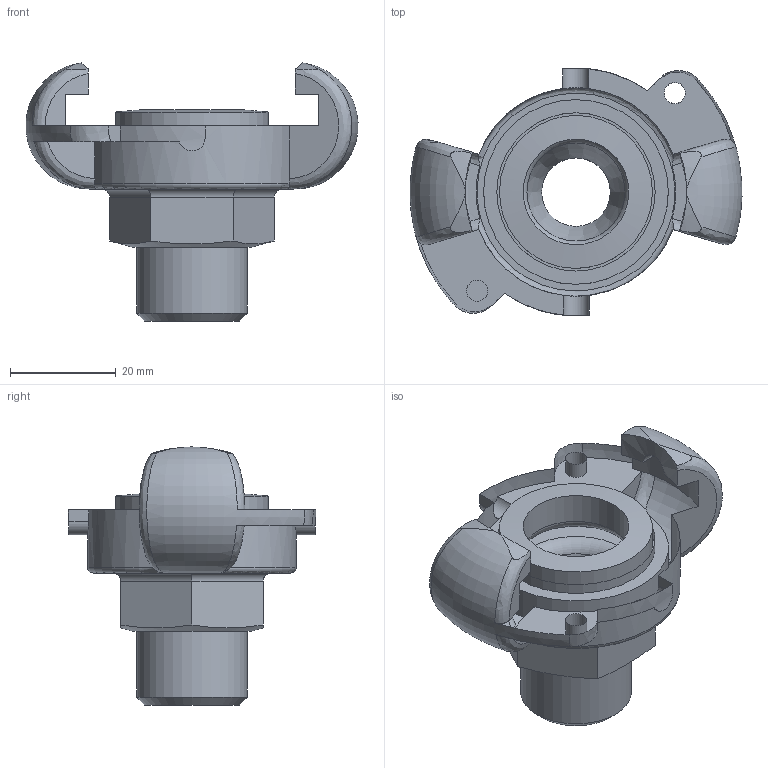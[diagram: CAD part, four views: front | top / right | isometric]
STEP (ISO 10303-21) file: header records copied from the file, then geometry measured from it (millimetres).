
FILE_DESCRIPTION(/* description */ ('KLAUEN-KUPPLUNG'),/* implementation_level */ '2;1');
FILE_NAME(/* name */ 'kass_12.stp',/* time_stamp */ '2020-04-08T10:19:33+02:00',/* author */ ('meier'),/* organization */ (''),/* preprocessor_version */ 'ST-DEVELOPER v17',/* originating_system */ 'Autodesk Inventor 2018',/* authorisation */ '31328,79 mm^3');
FILE_SCHEMA (('AUTOMOTIVE_DESIGN { 1 0 10303 214 3 1 1 }'));
Length unit declared in the file: millimetre
Products named in the file (3): ENG-012249; KASS 12-F; 20050322B0000000-00
Assembly tree (2 placements, depth 2):
  ENG-012249
    KASS 12-F
    20050322B0000000-00
Bounding box: 62.92 x 46.99 x 48.91 mm (x, y, z)
Volume: 26261.3 mm3; surface area: 14037 mm2
Topology: 2 solids, 2 shells, 80 faces, 225 edges, 153 vertices
Faces by surface type: plane 30, cylinder 27, bspline 8, cone 6, torus 5, sphere 4
Full cylindrical faces by diameter (mm): 4 x2, 13 x1, 20 x1, 20.955 x1, 29 x1, 30 x1, 34.5 x1, 35 x1
Entity records: 3836 total; most frequent: CARTESIAN_POINT 1631, ORIENTED_EDGE 450, DIRECTION 397, EDGE_CURVE 225, AXIS2_PLACEMENT_3D 161, VERTEX_POINT 153, EDGE_LOOP 92, FACE_OUTER_BOUND 80
